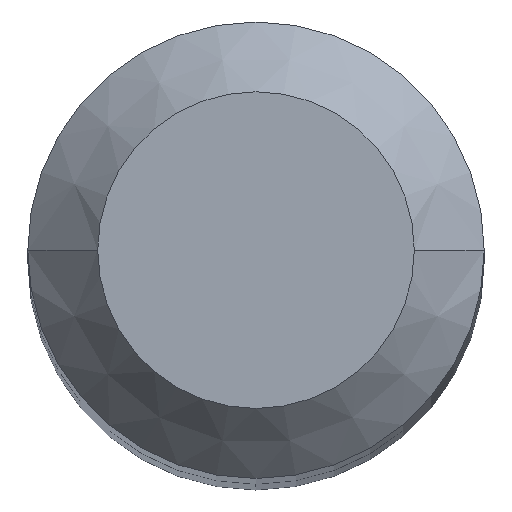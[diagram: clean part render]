
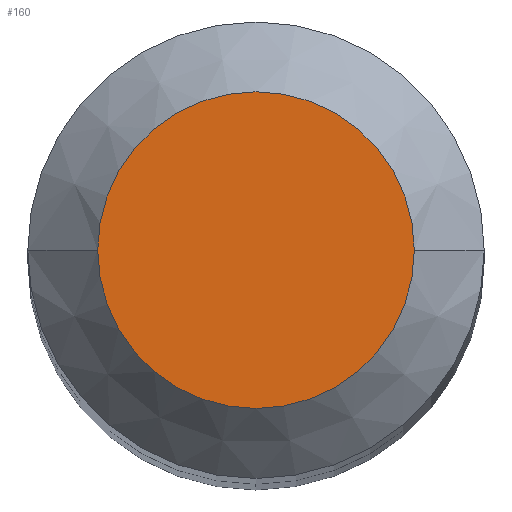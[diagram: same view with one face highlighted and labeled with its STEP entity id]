
A CAD part, top view. The second image highlights one B-rep face of the part: STEP entity #160.
In plain terms, the highlighted planar face has unit normal (0, 0, 1).
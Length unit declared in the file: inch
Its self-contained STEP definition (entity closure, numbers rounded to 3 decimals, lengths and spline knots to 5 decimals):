
#31 = VERTEX_POINT ( 'NONE', #220 ) ;
#39 = EDGE_CURVE ( 'NONE', #31, #91, #369, .T. ) ;
#41 = DIRECTION ( 'NONE',  ( 1., 0., 0. ) ) ;
#50 = DIRECTION ( 'NONE',  ( 0., 0., -1. ) ) ;
#57 = CARTESIAN_POINT ( 'NONE',  ( 0., 0., 0. ) ) ;
#80 = CARTESIAN_POINT ( 'NONE',  ( 0., 0., 0. ) ) ;
#83 = EDGE_LOOP ( 'NONE', ( #119, #182 ) ) ;
#91 = VERTEX_POINT ( 'NONE', #323 ) ;
#98 = DIRECTION ( 'NONE',  ( 0., 0., 1. ) ) ;
#103 = DIRECTION ( 'NONE',  ( 1., 0., 0. ) ) ;
#119 = ORIENTED_EDGE ( 'NONE', *, *, #39, .T. ) ;
#134 = AXIS2_PLACEMENT_3D ( 'NONE', #80, #50, #386 ) ;
#160 = ADVANCED_FACE ( 'NONE', ( #263 ), #352, .F. ) ;
#166 = CIRCLE ( 'NONE', #375, 0.07075 ) ;
#182 = ORIENTED_EDGE ( 'NONE', *, *, #337, .T. ) ;
#220 = CARTESIAN_POINT ( 'NONE',  ( -0.07075, 0., 0. ) ) ;
#249 = CARTESIAN_POINT ( 'NONE',  ( 0., 0., 0. ) ) ;
#263 = FACE_OUTER_BOUND ( 'NONE', #83, .T. ) ;
#314 = DIRECTION ( 'NONE',  ( 0., 0., 1. ) ) ;
#323 = CARTESIAN_POINT ( 'NONE',  ( 0.07075, 0., 0. ) ) ;
#337 = EDGE_CURVE ( 'NONE', #91, #31, #166, .T. ) ;
#352 = PLANE ( 'NONE',  #134 ) ;
#369 = CIRCLE ( 'NONE', #379, 0.07075 ) ;
#375 = AXIS2_PLACEMENT_3D ( 'NONE', #57, #98, #103 ) ;
#379 = AXIS2_PLACEMENT_3D ( 'NONE', #249, #314, #41 ) ;
#386 = DIRECTION ( 'NONE',  ( -1., 0., 0. ) ) ;
